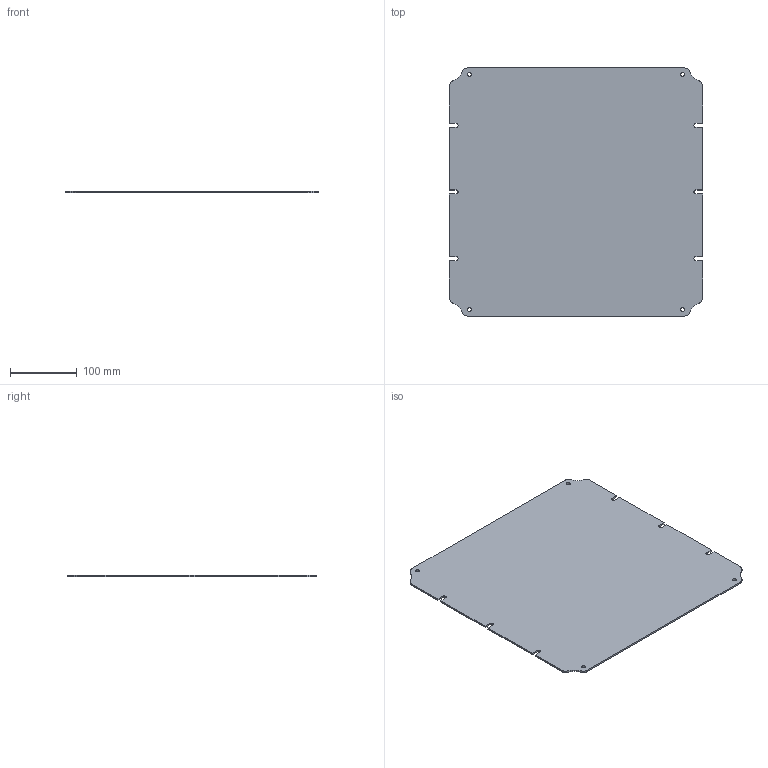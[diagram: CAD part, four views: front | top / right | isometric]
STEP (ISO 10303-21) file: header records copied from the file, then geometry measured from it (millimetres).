
FILE_DESCRIPTION (( 'STEP AP203' ), '1' );
FILE_NAME ('MP-7030.step', '2009-09-16T06:52:57', ( 'Herr Bloch' ), ( '' ), 'SwSTEP 2.0', 'SolidWorks 2007', '' );
FILE_SCHEMA (( 'CONFIG_CONTROL_DESIGN' ));
Length unit declared in the file: millimetre
Products named in the file (1): MP-7030
Bounding box: 380 x 373 x 2.5 mm (x, y, z)
Volume: 349575.5 mm3; surface area: 283824 mm2
Topology: 1 solids, 1 shells, 53 faces, 153 edges, 102 vertices
Faces by surface type: cylinder 29, plane 24
Entity records: 1858 total; most frequent: DIRECTION 319, CARTESIAN_POINT 309, ORIENTED_EDGE 306, EDGE_CURVE 153, AXIS2_PLACEMENT_3D 112, VERTEX_POINT 102, VECTOR 95, LINE 95
